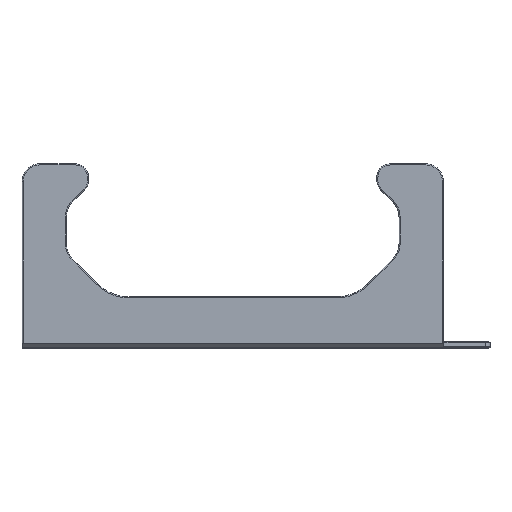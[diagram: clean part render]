
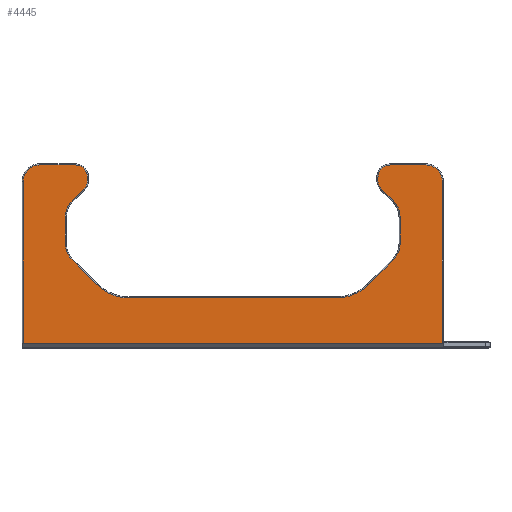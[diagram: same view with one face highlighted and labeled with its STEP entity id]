
A CAD part, top view. The second image highlights one B-rep face of the part: STEP entity #4445.
In plain terms, the highlighted planar face has unit normal (0, 0, 1).
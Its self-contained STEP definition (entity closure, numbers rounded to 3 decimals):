
#418=CIRCLE('',#4909,7.5);
#421=CIRCLE('',#4914,5.5);
#424=CIRCLE('',#4919,5.5);
#427=CIRCLE('',#4924,10.5);
#430=CIRCLE('',#4929,10.5);
#433=CIRCLE('',#4934,20.5);
#436=CIRCLE('',#4939,20.5);
#439=CIRCLE('',#4944,10.5);
#442=CIRCLE('',#4949,10.5);
#445=CIRCLE('',#4954,5.5);
#448=CIRCLE('',#4959,5.5);
#451=CIRCLE('',#4964,7.5);
#714=FACE_OUTER_BOUND('',#1000,.T.);
#1000=EDGE_LOOP('',(#3685,#3686,#3687,#3688,#3689,#3690,#3691,#3692,#3693,
#3694,#3695,#3696,#3697,#3698,#3699,#3700,#3701,#3702,#3703,#3704,#3705,
#3706,#3707,#3708,#3709,#3710));
#1330=LINE('',#7598,#1655);
#1331=LINE('',#7606,#1656);
#1332=LINE('',#7614,#1657);
#1333=LINE('',#7622,#1658);
#1334=LINE('',#7630,#1659);
#1335=LINE('',#7638,#1660);
#1336=LINE('',#7646,#1661);
#1337=LINE('',#7654,#1662);
#1338=LINE('',#7662,#1663);
#1339=LINE('',#7670,#1664);
#1340=LINE('',#7678,#1665);
#1341=LINE('',#7686,#1666);
#1342=LINE('',#7694,#1667);
#1344=LINE('',#7697,#1669);
#1655=VECTOR('',#6067,10.);
#1656=VECTOR('',#6078,10.);
#1657=VECTOR('',#6089,10.);
#1658=VECTOR('',#6100,10.);
#1659=VECTOR('',#6111,10.);
#1660=VECTOR('',#6122,10.);
#1661=VECTOR('',#6133,10.);
#1662=VECTOR('',#6144,10.);
#1663=VECTOR('',#6155,10.);
#1664=VECTOR('',#6166,10.);
#1665=VECTOR('',#6177,10.);
#1666=VECTOR('',#6188,10.);
#1667=VECTOR('',#6199,10.);
#1669=VECTOR('',#6203,10.);
#2058=VERTEX_POINT('',#7594);
#2059=VERTEX_POINT('',#7596);
#2060=VERTEX_POINT('',#7600);
#2061=VERTEX_POINT('',#7604);
#2062=VERTEX_POINT('',#7608);
#2063=VERTEX_POINT('',#7612);
#2064=VERTEX_POINT('',#7616);
#2065=VERTEX_POINT('',#7620);
#2066=VERTEX_POINT('',#7624);
#2067=VERTEX_POINT('',#7628);
#2068=VERTEX_POINT('',#7632);
#2069=VERTEX_POINT('',#7636);
#2070=VERTEX_POINT('',#7640);
#2071=VERTEX_POINT('',#7644);
#2072=VERTEX_POINT('',#7648);
#2073=VERTEX_POINT('',#7652);
#2074=VERTEX_POINT('',#7656);
#2075=VERTEX_POINT('',#7660);
#2076=VERTEX_POINT('',#7664);
#2077=VERTEX_POINT('',#7668);
#2078=VERTEX_POINT('',#7672);
#2079=VERTEX_POINT('',#7676);
#2080=VERTEX_POINT('',#7680);
#2081=VERTEX_POINT('',#7684);
#2082=VERTEX_POINT('',#7688);
#2083=VERTEX_POINT('',#7692);
#2596=EDGE_CURVE('',#2059,#2058,#1330,.T.);
#2598=EDGE_CURVE('',#2060,#2059,#418,.T.);
#2600=EDGE_CURVE('',#2061,#2060,#1331,.T.);
#2602=EDGE_CURVE('',#2062,#2061,#421,.T.);
#2604=EDGE_CURVE('',#2063,#2062,#1332,.T.);
#2606=EDGE_CURVE('',#2064,#2063,#424,.T.);
#2608=EDGE_CURVE('',#2065,#2064,#1333,.T.);
#2610=EDGE_CURVE('',#2066,#2065,#427,.T.);
#2612=EDGE_CURVE('',#2067,#2066,#1334,.T.);
#2614=EDGE_CURVE('',#2068,#2067,#430,.T.);
#2616=EDGE_CURVE('',#2069,#2068,#1335,.T.);
#2618=EDGE_CURVE('',#2070,#2069,#433,.T.);
#2620=EDGE_CURVE('',#2071,#2070,#1336,.T.);
#2622=EDGE_CURVE('',#2072,#2071,#436,.T.);
#2624=EDGE_CURVE('',#2073,#2072,#1337,.T.);
#2626=EDGE_CURVE('',#2074,#2073,#439,.T.);
#2628=EDGE_CURVE('',#2075,#2074,#1338,.T.);
#2630=EDGE_CURVE('',#2076,#2075,#442,.T.);
#2632=EDGE_CURVE('',#2077,#2076,#1339,.T.);
#2634=EDGE_CURVE('',#2078,#2077,#445,.T.);
#2636=EDGE_CURVE('',#2079,#2078,#1340,.T.);
#2638=EDGE_CURVE('',#2080,#2079,#448,.T.);
#2640=EDGE_CURVE('',#2081,#2080,#1341,.T.);
#2642=EDGE_CURVE('',#2082,#2081,#451,.T.);
#2644=EDGE_CURVE('',#2083,#2082,#1342,.T.);
#2646=EDGE_CURVE('',#2058,#2083,#1344,.T.);
#3685=ORIENTED_EDGE('',*,*,#2644,.F.);
#3686=ORIENTED_EDGE('',*,*,#2646,.F.);
#3687=ORIENTED_EDGE('',*,*,#2596,.F.);
#3688=ORIENTED_EDGE('',*,*,#2598,.F.);
#3689=ORIENTED_EDGE('',*,*,#2600,.F.);
#3690=ORIENTED_EDGE('',*,*,#2602,.F.);
#3691=ORIENTED_EDGE('',*,*,#2604,.F.);
#3692=ORIENTED_EDGE('',*,*,#2606,.F.);
#3693=ORIENTED_EDGE('',*,*,#2608,.F.);
#3694=ORIENTED_EDGE('',*,*,#2610,.F.);
#3695=ORIENTED_EDGE('',*,*,#2612,.F.);
#3696=ORIENTED_EDGE('',*,*,#2614,.F.);
#3697=ORIENTED_EDGE('',*,*,#2616,.F.);
#3698=ORIENTED_EDGE('',*,*,#2618,.F.);
#3699=ORIENTED_EDGE('',*,*,#2620,.F.);
#3700=ORIENTED_EDGE('',*,*,#2622,.F.);
#3701=ORIENTED_EDGE('',*,*,#2624,.F.);
#3702=ORIENTED_EDGE('',*,*,#2626,.F.);
#3703=ORIENTED_EDGE('',*,*,#2628,.F.);
#3704=ORIENTED_EDGE('',*,*,#2630,.F.);
#3705=ORIENTED_EDGE('',*,*,#2632,.F.);
#3706=ORIENTED_EDGE('',*,*,#2634,.F.);
#3707=ORIENTED_EDGE('',*,*,#2636,.F.);
#3708=ORIENTED_EDGE('',*,*,#2638,.F.);
#3709=ORIENTED_EDGE('',*,*,#2640,.F.);
#3710=ORIENTED_EDGE('',*,*,#2642,.F.);
#4231=PLANE('',#4974);
#4445=ADVANCED_FACE('',(#714),#4231,.T.);
#4909=AXIS2_PLACEMENT_3D('',#7602,#6072,#6073);
#4914=AXIS2_PLACEMENT_3D('',#7610,#6083,#6084);
#4919=AXIS2_PLACEMENT_3D('',#7618,#6094,#6095);
#4924=AXIS2_PLACEMENT_3D('',#7626,#6105,#6106);
#4929=AXIS2_PLACEMENT_3D('',#7634,#6116,#6117);
#4934=AXIS2_PLACEMENT_3D('',#7642,#6127,#6128);
#4939=AXIS2_PLACEMENT_3D('',#7650,#6138,#6139);
#4944=AXIS2_PLACEMENT_3D('',#7658,#6149,#6150);
#4949=AXIS2_PLACEMENT_3D('',#7666,#6160,#6161);
#4954=AXIS2_PLACEMENT_3D('',#7674,#6171,#6172);
#4959=AXIS2_PLACEMENT_3D('',#7682,#6182,#6183);
#4964=AXIS2_PLACEMENT_3D('',#7690,#6193,#6194);
#4974=AXIS2_PLACEMENT_3D('',#7726,#6226,#6227);
#6067=DIRECTION('',(0.,-1.,0.));
#6072=DIRECTION('center_axis',(0.,0.,-1.));
#6073=DIRECTION('ref_axis',(0.707,0.707,0.));
#6078=DIRECTION('',(1.,0.,0.));
#6083=DIRECTION('center_axis',(0.,0.,-1.));
#6084=DIRECTION('ref_axis',(-0.707,0.707,0.));
#6089=DIRECTION('',(0.,1.,0.));
#6094=DIRECTION('center_axis',(0.,0.,-1.));
#6095=DIRECTION('ref_axis',(-0.924,-0.383,0.));
#6100=DIRECTION('',(-0.707,0.707,0.));
#6105=DIRECTION('center_axis',(0.,0.,1.));
#6106=DIRECTION('ref_axis',(0.924,0.383,0.));
#6111=DIRECTION('',(0.,1.,0.));
#6116=DIRECTION('center_axis',(0.,0.,1.));
#6117=DIRECTION('ref_axis',(0.924,-0.383,0.));
#6122=DIRECTION('',(0.707,0.707,0.));
#6127=DIRECTION('center_axis',(0.,0.,1.));
#6128=DIRECTION('ref_axis',(0.383,-0.924,0.));
#6133=DIRECTION('',(1.,0.,0.));
#6138=DIRECTION('center_axis',(0.,0.,1.));
#6139=DIRECTION('ref_axis',(-0.383,-0.924,0.));
#6144=DIRECTION('',(0.707,-0.707,0.));
#6149=DIRECTION('center_axis',(0.,0.,1.));
#6150=DIRECTION('ref_axis',(-0.924,-0.383,0.));
#6155=DIRECTION('',(0.,-1.,0.));
#6160=DIRECTION('center_axis',(0.,0.,1.));
#6161=DIRECTION('ref_axis',(-0.924,0.383,0.));
#6166=DIRECTION('',(-0.707,-0.707,0.));
#6171=DIRECTION('center_axis',(0.,0.,-1.));
#6172=DIRECTION('ref_axis',(0.924,-0.383,0.));
#6177=DIRECTION('',(0.,-1.,0.));
#6182=DIRECTION('center_axis',(0.,0.,-1.));
#6183=DIRECTION('ref_axis',(0.707,0.707,0.));
#6188=DIRECTION('',(1.,0.,0.));
#6193=DIRECTION('center_axis',(0.,0.,-1.));
#6194=DIRECTION('ref_axis',(-0.707,0.707,0.));
#6199=DIRECTION('',(0.,1.,0.));
#6203=DIRECTION('',(-1.,0.,0.));
#6226=DIRECTION('center_axis',(0.,0.,1.));
#6227=DIRECTION('ref_axis',(1.,0.,0.));
#7594=CARTESIAN_POINT('',(94.5,-1.,38.));
#7596=CARTESIAN_POINT('',(94.5,72.,38.));
#7598=CARTESIAN_POINT('',(94.5,0.,38.));
#7600=CARTESIAN_POINT('',(87.,79.5,38.));
#7602=CARTESIAN_POINT('Origin',(87.,72.,38.));
#7604=CARTESIAN_POINT('',(71.,79.5,38.));
#7606=CARTESIAN_POINT('',(-15.,79.5,38.));
#7608=CARTESIAN_POINT('',(65.5,74.,38.));
#7610=CARTESIAN_POINT('Origin',(71.,74.,38.));
#7612=CARTESIAN_POINT('',(65.5,72.485,38.));
#7614=CARTESIAN_POINT('',(65.5,35.,38.));
#7616=CARTESIAN_POINT('',(67.111,68.596,38.));
#7618=CARTESIAN_POINT('Origin',(71.,72.485,38.));
#7620=CARTESIAN_POINT('',(72.425,63.282,38.));
#7622=CARTESIAN_POINT('',(47.854,87.854,38.));
#7624=CARTESIAN_POINT('',(75.5,55.858,38.));
#7626=CARTESIAN_POINT('Origin',(65.,55.858,38.));
#7628=CARTESIAN_POINT('',(75.5,44.142,38.));
#7630=CARTESIAN_POINT('',(75.5,20.,38.));
#7632=CARTESIAN_POINT('',(72.425,36.718,38.));
#7634=CARTESIAN_POINT('Origin',(65.,44.142,38.));
#7636=CARTESIAN_POINT('',(61.211,25.504,38.));
#7638=CARTESIAN_POINT('',(12.854,-22.854,38.));
#7640=CARTESIAN_POINT('',(46.716,19.5,38.));
#7642=CARTESIAN_POINT('Origin',(46.716,40.,38.));
#7644=CARTESIAN_POINT('',(-46.716,19.5,38.));
#7646=CARTESIAN_POINT('',(-75.,19.5,38.));
#7648=CARTESIAN_POINT('',(-61.211,25.504,38.));
#7650=CARTESIAN_POINT('Origin',(-46.716,40.,38.));
#7652=CARTESIAN_POINT('',(-72.425,36.718,38.));
#7654=CARTESIAN_POINT('',(-70.354,34.646,38.));
#7656=CARTESIAN_POINT('',(-75.5,44.142,38.));
#7658=CARTESIAN_POINT('Origin',(-65.,44.142,38.));
#7660=CARTESIAN_POINT('',(-75.5,55.858,38.));
#7662=CARTESIAN_POINT('',(-75.5,30.,38.));
#7664=CARTESIAN_POINT('',(-72.425,63.282,38.));
#7666=CARTESIAN_POINT('Origin',(-65.,55.858,38.));
#7668=CARTESIAN_POINT('',(-67.111,68.596,38.));
#7670=CARTESIAN_POINT('',(-90.354,45.354,38.));
#7672=CARTESIAN_POINT('',(-65.5,72.485,38.));
#7674=CARTESIAN_POINT('Origin',(-71.,72.485,38.));
#7676=CARTESIAN_POINT('',(-65.5,74.,38.));
#7678=CARTESIAN_POINT('',(-65.5,40.,38.));
#7680=CARTESIAN_POINT('',(-71.,79.5,38.));
#7682=CARTESIAN_POINT('Origin',(-71.,74.,38.));
#7684=CARTESIAN_POINT('',(-87.,79.5,38.));
#7686=CARTESIAN_POINT('',(-95.,79.5,38.));
#7688=CARTESIAN_POINT('',(-94.5,72.,38.));
#7690=CARTESIAN_POINT('Origin',(-87.,72.,38.));
#7692=CARTESIAN_POINT('',(-94.5,-1.,38.));
#7694=CARTESIAN_POINT('',(-94.5,0.,38.));
#7697=CARTESIAN_POINT('',(-42.25,-1.,38.));
#7726=CARTESIAN_POINT('Origin',(-95.,0.,38.));
